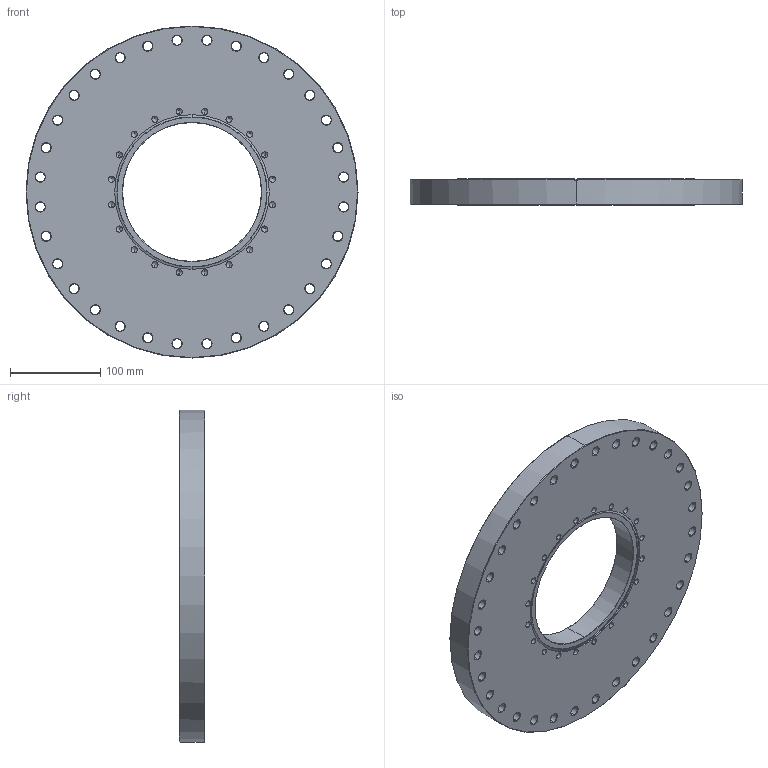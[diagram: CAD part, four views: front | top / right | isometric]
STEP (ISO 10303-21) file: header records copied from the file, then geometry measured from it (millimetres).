
FILE_DESCRIPTION (( 'STEP AP214' ), '1' );
FILE_NAME ('Hositrad_CFA300-150D-ISO.STEP', '2024-09-23T15:39:55', ( '' ), ( '' ), 'SwSTEP 2.0', 'SolidWorks 2022', '' );
FILE_SCHEMA (( 'AUTOMOTIVE_DESIGN' ));
Length unit declared in the file: millimetre
Products named in the file (1): Hositrad_CFA300-150D-ISO
Bounding box: 368.3 x 28.4 x 368.3 mm (x, y, z)
Volume: 2319325.3 mm3; surface area: 256571.7 mm2
Topology: 1 solids, 1 shells, 307 faces, 730 edges, 406 vertices
Faces by surface type: cone 184, cylinder 112, plane 11
Entity records: 9574 total; most frequent: DIRECTION 1678, CARTESIAN_POINT 1416, ORIENTED_EDGE 1380, EDGE_CURVE 690, AXIS2_PLACEMENT_3D 684, VERTEX_POINT 406, EDGE_LOOP 394, CIRCLE 376
